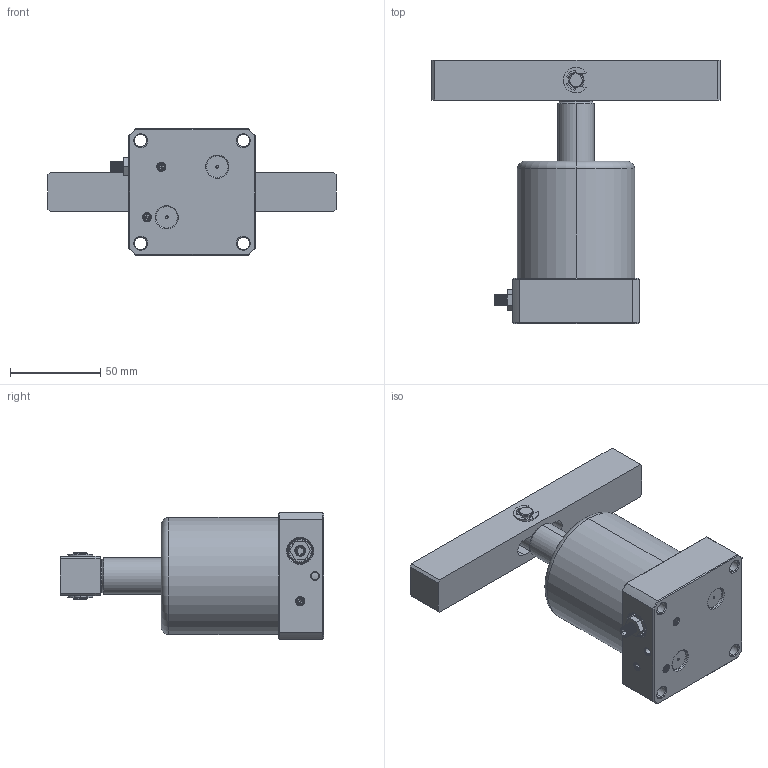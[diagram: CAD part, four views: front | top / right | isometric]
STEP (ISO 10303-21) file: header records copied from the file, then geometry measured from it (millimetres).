
FILE_DESCRIPTION (( 'STEP AP203' ), '1' );
FILE_NAME ('ASC-MF50D.STEP', '2019-05-17T12:32:05', ( 'User' ), ( 'china' ), 'SwSTEP 2.0', 'SolidWorks 2018', '' );
FILE_SCHEMA (( 'CONFIG_CONTROL_DESIGN' ));
Length unit declared in the file: millimetre
Products named in the file (10): Hex socket set screws with flat point GB_GB_FASTENER_SCREWS_HSFP M4X6-S; MF50D活塞杆; 揤旋455; 覃厒概50; hex thin nut gradeb_iso_Hexagon Nut ISO - 4036 - M6 - N; 种隊_3; KKDC_3; 掛极34554; ASC-MF50D; MF50Dヶ裔
Assembly tree (12 placements, depth 2):
  ASC-MF50D
    掛极34554
    MF50Dヶ裔
    Hex socket set screws with flat point GB_GB_FASTENER_SCREWS_HSFP M4X6-S  x3
    MF50D活塞杆
    揤旋455
    覃厒概50
    hex thin nut gradeb_iso_Hexagon Nut ISO - 4036 - M6 - N
    种隊_3
    KKDC_3  x2
Bounding box: 160 x 146 x 70 mm (x, y, z)
Volume: 354155.8 mm3; surface area: 88230 mm2
Topology: 13 solids, 13 shells, 868 faces, 2140 edges, 1322 vertices
Faces by surface type: cylinder 419, cone 251, plane 160, bspline 34, torus 4
Entity records: 42179 total; most frequent: CARTESIAN_POINT 26179, ORIENTED_EDGE 3420, DIRECTION 2810, EDGE_CURVE 1710, VERTEX_POINT 1090, AXIS2_PLACEMENT_3D 1074, EDGE_LOOP 734, FACE_OUTER_BOUND 670
